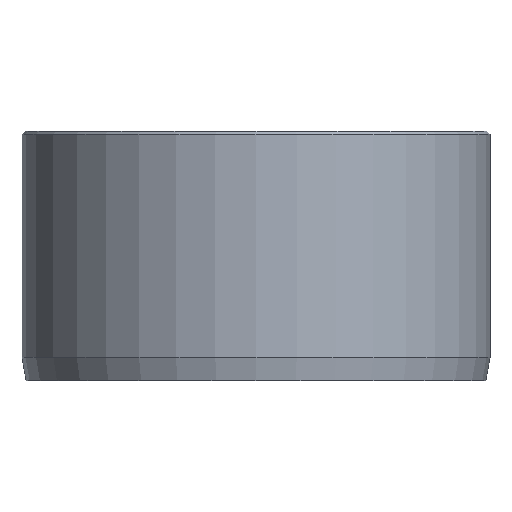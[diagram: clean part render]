
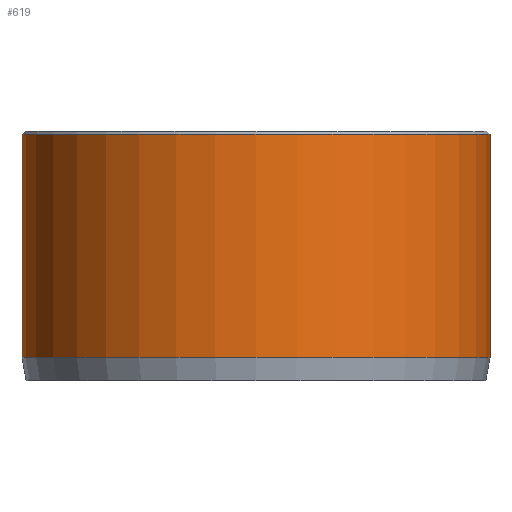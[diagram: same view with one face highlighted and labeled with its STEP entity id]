
A CAD part, front view. The second image highlights one B-rep face of the part: STEP entity #619.
In plain terms, the highlighted cylindrical face has radius 15 mm (diameter 30 mm), a partial arc.
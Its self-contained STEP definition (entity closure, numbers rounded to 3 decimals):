
#14 = ORIENTED_EDGE ( 'NONE', *, *, #694, .T. ) ;
#28 = VERTEX_POINT ( 'NONE', #990 ) ;
#55 = CIRCLE ( 'NONE', #97, 15. ) ;
#70 = CYLINDRICAL_SURFACE ( 'NONE', #1057, 15. ) ;
#84 = CARTESIAN_POINT ( 'NONE',  ( 0., 0., 15.8 ) ) ;
#97 = AXIS2_PLACEMENT_3D ( 'NONE', #876, #255, #974 ) ;
#114 = VERTEX_POINT ( 'NONE', #530 ) ;
#168 = FACE_OUTER_BOUND ( 'NONE', #198, .T. ) ;
#193 = DIRECTION ( 'NONE',  ( 1., 0., 0. ) ) ;
#198 = EDGE_LOOP ( 'NONE', ( #493, #14, #1236, #358 ) ) ;
#213 = EDGE_CURVE ( 'NONE', #114, #28, #733, .T. ) ;
#232 = VERTEX_POINT ( 'NONE', #1153 ) ;
#255 = DIRECTION ( 'NONE',  ( 0., 0., 1. ) ) ;
#358 = ORIENTED_EDGE ( 'NONE', *, *, #1023, .T. ) ;
#417 = VERTEX_POINT ( 'NONE', #508 ) ;
#425 = DIRECTION ( 'NONE',  ( 0., 0., -1. ) ) ;
#426 = VECTOR ( 'NONE', #425, 1000. ) ;
#451 = EDGE_CURVE ( 'NONE', #417, #232, #667, .T. ) ;
#477 = DIRECTION ( 'NONE',  ( 0., 0., -1. ) ) ;
#493 = ORIENTED_EDGE ( 'NONE', *, *, #213, .F. ) ;
#508 = CARTESIAN_POINT ( 'NONE',  ( -15., 0., 15.8 ) ) ;
#530 = CARTESIAN_POINT ( 'NONE',  ( 15., 0., 15.8 ) ) ;
#619 = ADVANCED_FACE ( 'NONE', ( #168 ), #70, .T. ) ;
#636 = DIRECTION ( 'NONE',  ( 0., 0., -1. ) ) ;
#667 = LINE ( 'NONE', #1026, #426 ) ;
#694 = EDGE_CURVE ( 'NONE', #114, #417, #1286, .T. ) ;
#733 = LINE ( 'NONE', #1068, #872 ) ;
#836 = DIRECTION ( 'NONE',  ( 0., 0., -1. ) ) ;
#872 = VECTOR ( 'NONE', #477, 1000. ) ;
#876 = CARTESIAN_POINT ( 'NONE',  ( 0., 0., 1.5 ) ) ;
#974 = DIRECTION ( 'NONE',  ( 1., 0., 0. ) ) ;
#980 = AXIS2_PLACEMENT_3D ( 'NONE', #84, #836, #193 ) ;
#990 = CARTESIAN_POINT ( 'NONE',  ( 15., 0., 1.5 ) ) ;
#1023 = EDGE_CURVE ( 'NONE', #232, #28, #55, .T. ) ;
#1026 = CARTESIAN_POINT ( 'NONE',  ( -15., 0., 16. ) ) ;
#1057 = AXIS2_PLACEMENT_3D ( 'NONE', #1185, #636, #1103 ) ;
#1068 = CARTESIAN_POINT ( 'NONE',  ( 15., 0., 16. ) ) ;
#1103 = DIRECTION ( 'NONE',  ( -1., 0., 0. ) ) ;
#1153 = CARTESIAN_POINT ( 'NONE',  ( -15., 0., 1.5 ) ) ;
#1185 = CARTESIAN_POINT ( 'NONE',  ( 0., 0., 16. ) ) ;
#1236 = ORIENTED_EDGE ( 'NONE', *, *, #451, .T. ) ;
#1286 = CIRCLE ( 'NONE', #980, 15. ) ;
